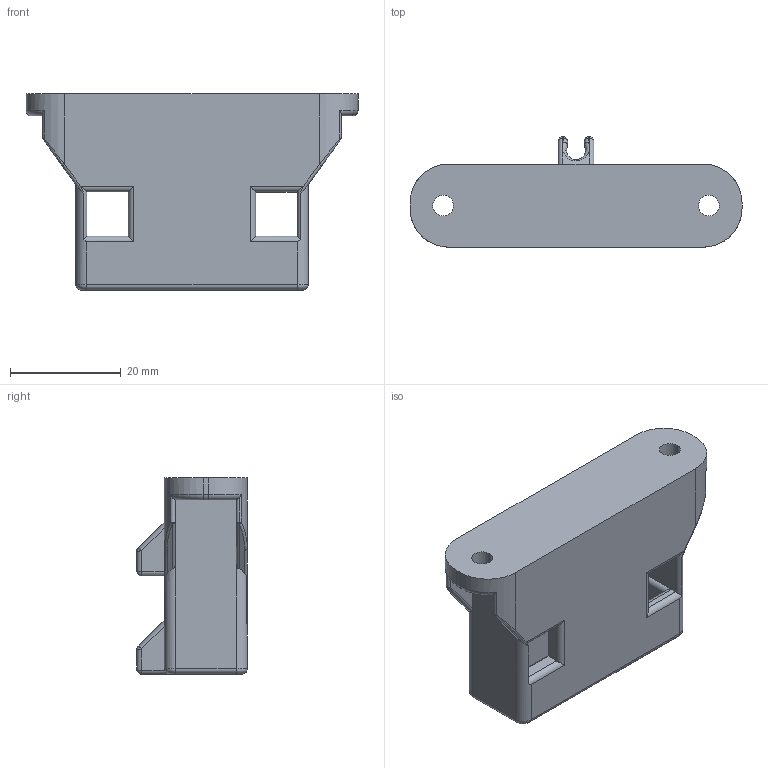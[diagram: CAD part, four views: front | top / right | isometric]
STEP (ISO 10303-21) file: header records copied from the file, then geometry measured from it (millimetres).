
FILE_DESCRIPTION (( 'STEP AP214' ), '1' );
FILE_NAME ('REV-39-1598 Logitech C270 Vertical Holder.STEP', '2019-08-16T19:47:34', ( '' ), ( '' ), 'SwSTEP 2.0', 'SolidWorks 2018', '' );
FILE_SCHEMA (( 'AUTOMOTIVE_DESIGN' ));
Length unit declared in the file: millimetre
Products named in the file (1): REV-39-1598 Logitech C270 Vertical Holder
Bounding box: 60 x 20 x 35.5 mm (x, y, z)
Volume: 12403.1 mm3; surface area: 9126.2 mm2
Topology: 1 solids, 1 shells, 183 faces, 469 edges, 278 vertices
Faces by surface type: cylinder 93, plane 50, torus 18, bspline 14, sphere 8
Entity records: 5975 total; most frequent: CARTESIAN_POINT 1800, ORIENTED_EDGE 930, DIRECTION 813, EDGE_CURVE 465, AXIS2_PLACEMENT_3D 291, VERTEX_POINT 278, VECTOR 231, LINE 231
